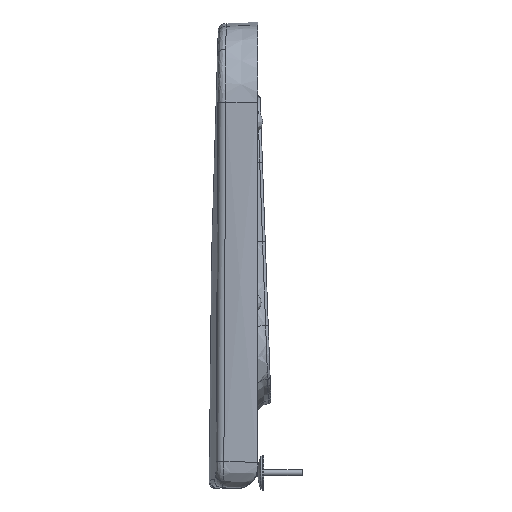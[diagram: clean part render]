
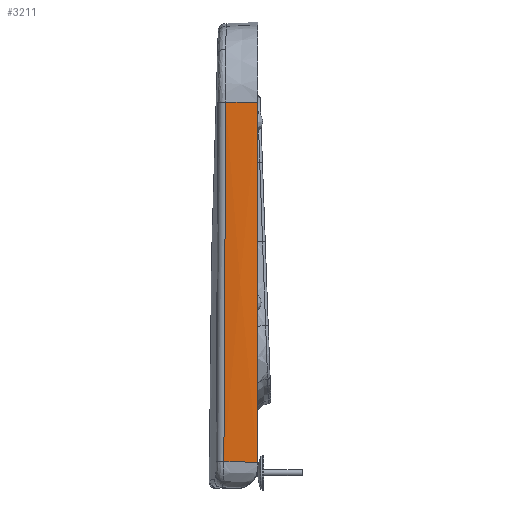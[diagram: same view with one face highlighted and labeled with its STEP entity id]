
A CAD part, left-side view. The second image highlights one B-rep face of the part: STEP entity #3211.
In plain terms, the highlighted free-form (B-spline) face has degree [2, 2] with [3, 3] control points.
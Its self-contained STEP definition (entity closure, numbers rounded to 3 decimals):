
#120=B_SPLINE_SURFACE_WITH_KNOTS('',2,2,((#18615,#18616,#18617),(#18618,
#18619,#18620),(#18621,#18622,#18623)),.UNSPECIFIED.,.F.,.F.,.F.,(3,3),
(3,3),(0.,1.),(0.,1.),.UNSPECIFIED.);
#737=B_SPLINE_CURVE_WITH_KNOTS('',3,(#12813,#12814,#12815,#12816),
 .UNSPECIFIED.,.F.,.F.,(4,4),(0.,1.),.UNSPECIFIED.);
#889=B_SPLINE_CURVE_WITH_KNOTS('',3,(#18480,#18481,#18482,#18483,#18484,
#18485,#18486,#18487,#18488,#18489,#18490,#18491,#18492,#18493,#18494,#18495,
#18496,#18497,#18498,#18499,#18500,#18501,#18502,#18503,#18504,#18505,#18506,
#18507,#18508,#18509,#18510,#18511,#18512,#18513,#18514),.UNSPECIFIED.,
 .F.,.F.,(4,2,2,2,1,1,2,2,2,1,1,2,2,2,2,1,1,1,2,2,4),(0.,0.125,
0.188,0.25,0.313,0.344,
0.359,0.375,0.438,0.469,
0.484,0.492,0.5,0.625,
0.688,0.719,0.734,0.742,
0.746,0.75,1.),.UNSPECIFIED.);
#893=B_SPLINE_CURVE_WITH_KNOTS('',2,(#18604,#18605,#18606),
 .UNSPECIFIED.,.F.,.F.,(3,3),(0.,1.),.UNSPECIFIED.);
#894=B_SPLINE_CURVE_WITH_KNOTS('',6,(#18608,#18609,#18610,#18611,#18612,
#18613,#18614),.UNSPECIFIED.,.F.,.F.,(7,7),(0.,1.),.UNSPECIFIED.);
#2232=FACE_OUTER_BOUND('',#4110,.T.);
#3211=ADVANCED_FACE('NONE',(#2232),#120,.T.);
#4110=EDGE_LOOP('',(#5225,#5226,#5227,#5228));
#5225=ORIENTED_EDGE('',*,*,#9348,.F.);
#5226=ORIENTED_EDGE('',*,*,#9349,.F.);
#5227=ORIENTED_EDGE('',*,*,#9344,.T.);
#5228=ORIENTED_EDGE('',*,*,#9182,.T.);
#8128=VERTEX_POINT('',#12812);
#8129=VERTEX_POINT('',#12817);
#8220=VERTEX_POINT('',#18515);
#8223=VERTEX_POINT('',#18607);
#9182=EDGE_CURVE('NONE',#8129,#8128,#737,.T.);
#9344=EDGE_CURVE('NONE',#8220,#8129,#889,.T.);
#9348=EDGE_CURVE('NONE',#8223,#8128,#893,.T.);
#9349=EDGE_CURVE('NONE',#8220,#8223,#894,.T.);
#12812=CARTESIAN_POINT('',(-187.5,-19.,355.321));
#12813=CARTESIAN_POINT('',(-189.998,-19.,10.111));
#12814=CARTESIAN_POINT('',(-190.076,-19.,124.979));
#12815=CARTESIAN_POINT('',(-189.243,-19.,240.049));
#12816=CARTESIAN_POINT('',(-187.5,-19.,355.321));
#12817=CARTESIAN_POINT('',(-189.998,-19.,10.112));
#18480=CARTESIAN_POINT('',(-188.346,13.347,10.7));
#18481=CARTESIAN_POINT('',(-188.428,12.121,10.586));
#18482=CARTESIAN_POINT('',(-188.511,10.851,10.489));
#18483=CARTESIAN_POINT('',(-188.636,8.881,10.366));
#18484=CARTESIAN_POINT('',(-188.678,8.213,10.33));
#18485=CARTESIAN_POINT('',(-188.761,6.856,10.264));
#18486=CARTESIAN_POINT('',(-188.805,6.119,10.234));
#18487=CARTESIAN_POINT('',(-188.883,4.813,10.188));
#18488=CARTESIAN_POINT('',(-188.942,3.799,10.158));
#18489=CARTESIAN_POINT('',(-189.013,2.554,10.131));
#18490=CARTESIAN_POINT('',(-189.044,2.007,10.121));
#18491=CARTESIAN_POINT('',(-189.064,1.639,10.114));
#18492=CARTESIAN_POINT('',(-189.076,1.425,10.111));
#18493=CARTESIAN_POINT('',(-189.119,0.637,10.099));
#18494=CARTESIAN_POINT('',(-189.155,-0.027,10.092));
#18495=CARTESIAN_POINT('',(-189.211,-1.075,10.083));
#18496=CARTESIAN_POINT('',(-189.239,-1.612,10.08));
#18497=CARTESIAN_POINT('',(-189.273,-2.261,10.077));
#18498=CARTESIAN_POINT('',(-189.288,-2.544,10.076));
#18499=CARTESIAN_POINT('',(-189.297,-2.734,10.076));
#18500=CARTESIAN_POINT('',(-189.305,-2.877,10.075));
#18501=CARTESIAN_POINT('',(-189.347,-3.698,10.073));
#18502=CARTESIAN_POINT('',(-189.401,-4.777,10.074));
#18503=CARTESIAN_POINT('',(-189.5,-6.856,10.079));
#18504=CARTESIAN_POINT('',(-189.536,-7.625,10.081));
#18505=CARTESIAN_POINT('',(-189.594,-8.894,10.086));
#18506=CARTESIAN_POINT('',(-189.624,-9.558,10.088));
#18507=CARTESIAN_POINT('',(-189.66,-10.382,10.091));
#18508=CARTESIAN_POINT('',(-189.678,-10.806,10.093));
#18509=CARTESIAN_POINT('',(-189.686,-10.991,10.094));
#18510=CARTESIAN_POINT('',(-189.691,-11.115,10.094));
#18511=CARTESIAN_POINT('',(-189.696,-11.215,10.095));
#18512=CARTESIAN_POINT('',(-189.763,-12.781,10.101));
#18513=CARTESIAN_POINT('',(-189.871,-15.368,10.107));
#18514=CARTESIAN_POINT('',(-189.998,-19.,10.111));
#18515=CARTESIAN_POINT('',(-188.345,13.347,10.7));
#18604=CARTESIAN_POINT('',(-185.689,11.608,355.294));
#18605=CARTESIAN_POINT('',(-186.895,-3.705,355.312));
#18606=CARTESIAN_POINT('',(-187.5,-19.,355.321));
#18607=CARTESIAN_POINT('',(-185.689,11.608,355.294));
#18608=CARTESIAN_POINT('',(-188.345,13.347,10.7));
#18609=CARTESIAN_POINT('',(-188.39,13.13,68.129));
#18610=CARTESIAN_POINT('',(-188.241,12.884,125.566));
#18611=CARTESIAN_POINT('',(-187.898,12.608,183.001));
#18612=CARTESIAN_POINT('',(-187.36,12.301,240.435));
#18613=CARTESIAN_POINT('',(-186.627,11.964,297.866));
#18614=CARTESIAN_POINT('',(-185.689,11.608,355.294));
#18615=CARTESIAN_POINT('',(-189.996,-19.,8.004));
#18616=CARTESIAN_POINT('',(-189.388,-1.575,8.005));
#18617=CARTESIAN_POINT('',(-188.171,15.867,8.006));
#18618=CARTESIAN_POINT('',(-190.13,-19.,181.357));
#18619=CARTESIAN_POINT('',(-189.521,-1.733,181.352));
#18620=CARTESIAN_POINT('',(-188.305,15.553,181.344));
#18621=CARTESIAN_POINT('',(-187.5,-19.,355.321));
#18622=CARTESIAN_POINT('',(-186.891,-3.613,355.312));
#18623=CARTESIAN_POINT('',(-185.675,11.792,355.294));
